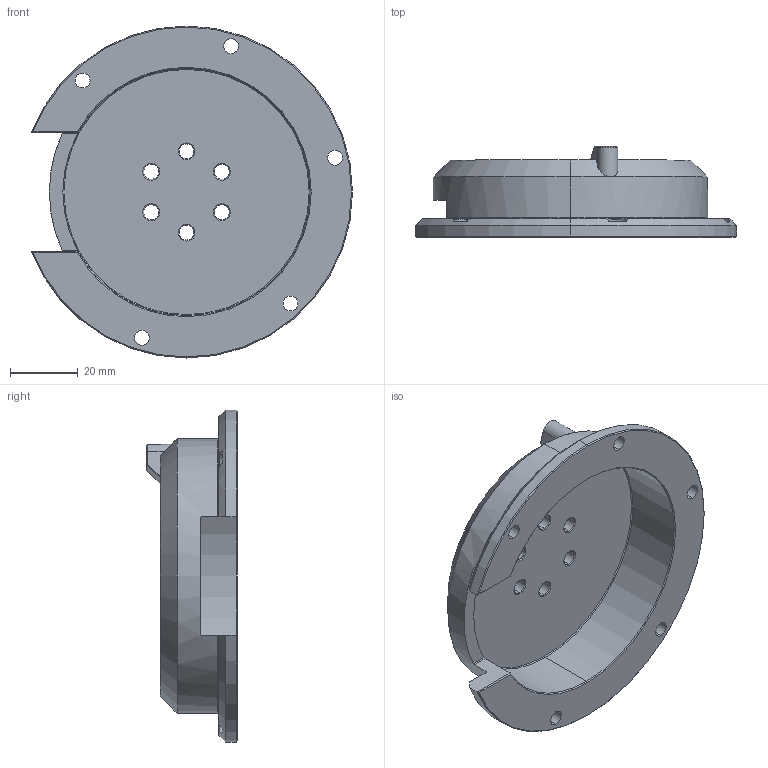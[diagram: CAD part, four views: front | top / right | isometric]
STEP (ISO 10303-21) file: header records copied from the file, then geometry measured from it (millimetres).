
FILE_DESCRIPTION (( 'STEP AP214' ), '1' );
FILE_NAME ('hip_calf_jig_2.STEP', '2026-01-29T05:41:22', ( '' ), ( '' ), 'SwSTEP 2.0', 'SolidWorks 2023', '' );
FILE_SCHEMA (( 'AUTOMOTIVE_DESIGN' ));
Length unit declared in the file: millimetre
Products named in the file (1): hip_calf_jig_2
Bounding box: 94.77 x 26.8 x 98 mm (x, y, z)
Volume: 48404.4 mm3; surface area: 23435.9 mm2
Topology: 1 solids, 1 shells, 127 faces, 316 edges, 193 vertices
Faces by surface type: cone 55, cylinder 46, plane 26
Entity records: 3916 total; most frequent: CARTESIAN_POINT 781, DIRECTION 693, ORIENTED_EDGE 632, EDGE_CURVE 316, AXIS2_PLACEMENT_3D 287, VERTEX_POINT 193, CIRCLE 159, EDGE_LOOP 151
